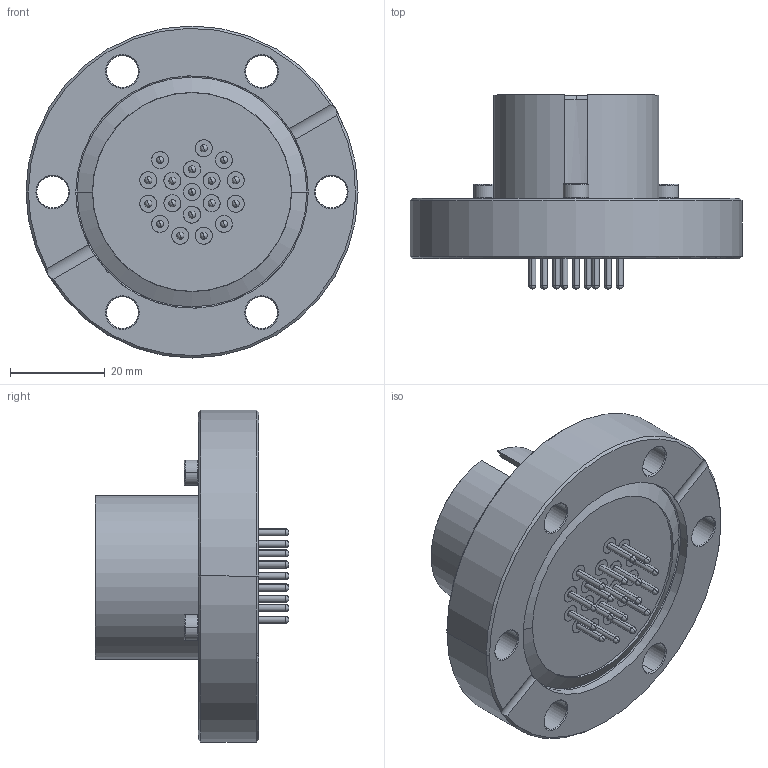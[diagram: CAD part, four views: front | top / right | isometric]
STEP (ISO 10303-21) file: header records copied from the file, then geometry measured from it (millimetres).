
FILE_DESCRIPTION (( 'STEP AP214' ), '1' );
FILE_NAME ('MLF18F.STEP', '2013-08-02T15:02:25', ( 'Phil' ), ( 'Microsoft' ), 'SwSTEP 2.0', 'SolidWorks 2013', '' );
FILE_SCHEMA (( 'AUTOMOTIVE_DESIGN' ));
Length unit declared in the file: millimetre
Products named in the file (1): MLF18F
Bounding box: 70 x 40.9 x 70 mm (x, y, z)
Surface area: 20485.8 mm2 (no closed solid volume)
Topology: 0 solids, 44 shells, 221 faces, 660 edges, 468 vertices
Faces by surface type: cylinder 70, plane 66, torus 50, cone 35
Entity records: 10221 total; most frequent: DIRECTION 1552, CARTESIAN_POINT 1414, ORIENTED_EDGE 1048, AXIS2_PLACEMENT_3D 678, EDGE_CURVE 660, VERTEX_POINT 468, CIRCLE 456, EDGE_LOOP 301
